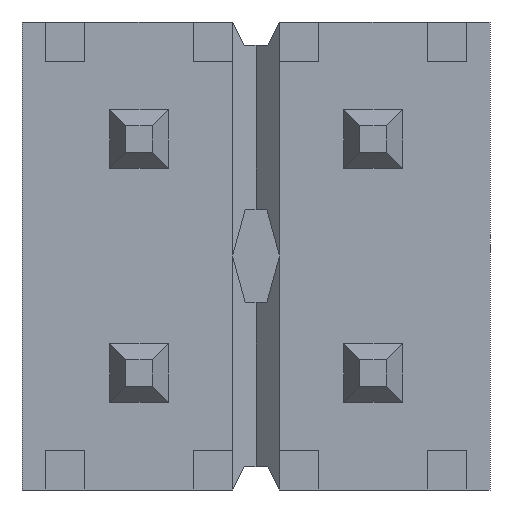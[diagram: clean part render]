
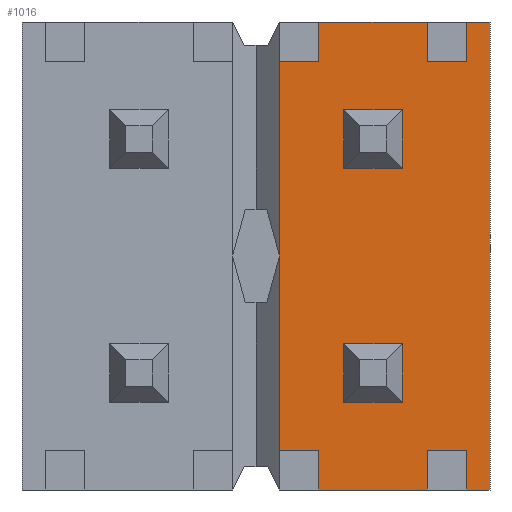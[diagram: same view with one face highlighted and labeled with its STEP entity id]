
A CAD part, front view. The second image highlights one B-rep face of the part: STEP entity #1016.
In plain terms, the highlighted planar face has unit normal (0, -1, 0).
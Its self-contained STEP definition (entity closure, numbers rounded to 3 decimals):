
#41=VERTEX_POINT('',#42);
#42=CARTESIAN_POINT('',(0.254,0.508,0.0));
#584=VERTEX_POINT('',#585);
#585=CARTESIAN_POINT('',(0.953,0.508,-1.588));
#591=EDGE_CURVE('',#584,#592,#594,.T.);
#592=VERTEX_POINT('',#593);
#593=CARTESIAN_POINT('',(1.588,0.508,-1.588));
#594=LINE('',#595,#596);
#595=CARTESIAN_POINT('',(1.588,0.508,-1.588));
#596=VECTOR('',#597,1.0);
#597=DIRECTION('',(1.0,0.0,0.0));
#622=EDGE_CURVE('',#592,#623,#625,.T.);
#623=VERTEX_POINT('',#624);
#624=CARTESIAN_POINT('',(1.588,0.508,-0.953));
#625=LINE('',#626,#627);
#626=CARTESIAN_POINT('',(1.588,0.508,-0.953));
#627=VECTOR('',#628,1.0);
#628=DIRECTION('',(0.0,0.0,1.0));
#653=EDGE_CURVE('',#623,#654,#656,.T.);
#654=VERTEX_POINT('',#655);
#655=CARTESIAN_POINT('',(0.953,0.508,-0.953));
#656=LINE('',#657,#658);
#657=CARTESIAN_POINT('',(0.953,0.508,-0.953));
#658=VECTOR('',#659,1.0);
#659=DIRECTION('',(-1.0,0.0,0.0));
#684=EDGE_CURVE('',#654,#584,#685,.T.);
#685=LINE('',#686,#687);
#686=CARTESIAN_POINT('',(0.953,0.508,-1.588));
#687=VECTOR('',#688,1.0);
#688=DIRECTION('',(0.0,0.0,-1.0));
#708=VERTEX_POINT('',#709);
#709=CARTESIAN_POINT('',(0.953,0.508,0.953));
#715=EDGE_CURVE('',#708,#716,#718,.T.);
#716=VERTEX_POINT('',#717);
#717=CARTESIAN_POINT('',(1.588,0.508,0.953));
#718=LINE('',#719,#720);
#719=CARTESIAN_POINT('',(1.588,0.508,0.953));
#720=VECTOR('',#721,1.0);
#721=DIRECTION('',(1.0,0.0,0.0));
#746=EDGE_CURVE('',#716,#747,#749,.T.);
#747=VERTEX_POINT('',#748);
#748=CARTESIAN_POINT('',(1.588,0.508,1.588));
#749=LINE('',#750,#751);
#750=CARTESIAN_POINT('',(1.588,0.508,1.588));
#751=VECTOR('',#752,1.0);
#752=DIRECTION('',(0.0,0.0,1.0));
#777=EDGE_CURVE('',#747,#778,#780,.T.);
#778=VERTEX_POINT('',#779);
#779=CARTESIAN_POINT('',(0.953,0.508,1.588));
#780=LINE('',#781,#782);
#781=CARTESIAN_POINT('',(0.953,0.508,1.588));
#782=VECTOR('',#783,1.0);
#783=DIRECTION('',(-1.0,0.0,0.0));
#808=EDGE_CURVE('',#778,#708,#809,.T.);
#809=LINE('',#810,#811);
#810=CARTESIAN_POINT('',(0.953,0.508,0.953));
#811=VECTOR('',#812,1.0);
#812=DIRECTION('',(0.0,0.0,-1.0));
#829=EDGE_CURVE('',#830,#832,#834,.F.);
#830=VERTEX_POINT('',#831);
#831=CARTESIAN_POINT('',(2.54,0.508,2.54));
#832=VERTEX_POINT('',#833);
#833=CARTESIAN_POINT('',(2.54,0.508,-2.54));
#834=LINE('',#835,#836);
#835=CARTESIAN_POINT('',(2.54,0.508,2.54));
#836=VECTOR('',#837,1.0);
#837=DIRECTION('',(0.0,0.0,1.0));
#1016=ADVANCED_FACE('',(#1017,#1144,#1150),#1156,.T.);
#1017=FACE_BOUND('',#1018,.T.);
#1018=EDGE_LOOP('',(#1019,#1020,#1028,#1036,#1044,#1052,#1060,#1068,#1076,#1082,#1090,#1098,#1106,#1114,#1122,#1130,#1138));
#1019=ORIENTED_EDGE('',*,*,#829,.F.);
#1020=ORIENTED_EDGE('',*,*,#1021,.T.);
#1021=EDGE_CURVE('',#830,#1022,#1024,.T.);
#1022=VERTEX_POINT('',#1023);
#1023=CARTESIAN_POINT('',(2.289,0.508,2.54));
#1024=LINE('',#1025,#1026);
#1025=CARTESIAN_POINT('',(-2.54,0.508,2.54));
#1026=VECTOR('',#1027,1.0);
#1027=DIRECTION('',(-1.0,0.0,0.0));
#1028=ORIENTED_EDGE('',*,*,#1029,.T.);
#1029=EDGE_CURVE('',#1022,#1030,#1032,.T.);
#1030=VERTEX_POINT('',#1031);
#1031=CARTESIAN_POINT('',(2.289,0.508,2.108));
#1032=LINE('',#1033,#1034);
#1033=CARTESIAN_POINT('',(2.289,0.508,5.08));
#1034=VECTOR('',#1035,1.0);
#1035=DIRECTION('',(0.0,0.0,-1.0));
#1036=ORIENTED_EDGE('',*,*,#1037,.T.);
#1037=EDGE_CURVE('',#1030,#1038,#1040,.T.);
#1038=VERTEX_POINT('',#1039);
#1039=CARTESIAN_POINT('',(1.857,0.508,2.108));
#1040=LINE('',#1041,#1042);
#1041=CARTESIAN_POINT('',(5.08,0.508,2.108));
#1042=VECTOR('',#1043,1.0);
#1043=DIRECTION('',(-1.0,0.0,0.0));
#1044=ORIENTED_EDGE('',*,*,#1045,.T.);
#1045=EDGE_CURVE('',#1038,#1046,#1048,.F.);
#1046=VERTEX_POINT('',#1047);
#1047=CARTESIAN_POINT('',(1.857,0.508,2.54));
#1048=LINE('',#1049,#1050);
#1049=CARTESIAN_POINT('',(1.857,0.508,5.08));
#1050=VECTOR('',#1051,1.0);
#1051=DIRECTION('',(0.0,0.0,-1.0));
#1052=ORIENTED_EDGE('',*,*,#1053,.T.);
#1053=EDGE_CURVE('',#1046,#1054,#1056,.T.);
#1054=VERTEX_POINT('',#1055);
#1055=CARTESIAN_POINT('',(0.683,0.508,2.54));
#1056=LINE('',#1057,#1058);
#1057=CARTESIAN_POINT('',(-2.54,0.508,2.54));
#1058=VECTOR('',#1059,1.0);
#1059=DIRECTION('',(-1.0,0.0,0.0));
#1060=ORIENTED_EDGE('',*,*,#1061,.T.);
#1061=EDGE_CURVE('',#1054,#1062,#1064,.T.);
#1062=VERTEX_POINT('',#1063);
#1063=CARTESIAN_POINT('',(0.683,0.508,2.108));
#1064=LINE('',#1065,#1066);
#1065=CARTESIAN_POINT('',(0.683,0.508,5.08));
#1066=VECTOR('',#1067,1.0);
#1067=DIRECTION('',(0.0,0.0,-1.0));
#1068=ORIENTED_EDGE('',*,*,#1069,.T.);
#1069=EDGE_CURVE('',#1062,#1070,#1072,.T.);
#1070=VERTEX_POINT('',#1071);
#1071=CARTESIAN_POINT('',(0.254,0.508,2.108));
#1072=LINE('',#1073,#1074);
#1073=CARTESIAN_POINT('',(5.08,0.508,2.108));
#1074=VECTOR('',#1075,1.0);
#1075=DIRECTION('',(-1.0,0.0,0.0));
#1076=ORIENTED_EDGE('',*,*,#1077,.T.);
#1077=EDGE_CURVE('',#1070,#41,#1078,.F.);
#1078=LINE('',#1079,#1080);
#1079=CARTESIAN_POINT('',(0.254,0.508,5.08));
#1080=VECTOR('',#1081,1.0);
#1081=DIRECTION('',(0.0,0.0,1.0));
#1082=ORIENTED_EDGE('',*,*,#1083,.T.);
#1083=EDGE_CURVE('',#41,#1084,#1086,.F.);
#1084=VERTEX_POINT('',#1085);
#1085=CARTESIAN_POINT('',(0.254,0.508,-2.108));
#1086=LINE('',#1087,#1088);
#1087=CARTESIAN_POINT('',(0.254,0.508,5.08));
#1088=VECTOR('',#1089,1.0);
#1089=DIRECTION('',(0.0,0.0,1.0));
#1090=ORIENTED_EDGE('',*,*,#1091,.T.);
#1091=EDGE_CURVE('',#1084,#1092,#1094,.F.);
#1092=VERTEX_POINT('',#1093);
#1093=CARTESIAN_POINT('',(0.683,0.508,-2.108));
#1094=LINE('',#1095,#1096);
#1095=CARTESIAN_POINT('',(5.08,0.508,-2.108));
#1096=VECTOR('',#1097,1.0);
#1097=DIRECTION('',(-1.0,0.0,0.0));
#1098=ORIENTED_EDGE('',*,*,#1099,.T.);
#1099=EDGE_CURVE('',#1092,#1100,#1102,.T.);
#1100=VERTEX_POINT('',#1101);
#1101=CARTESIAN_POINT('',(0.683,0.508,-2.54));
#1102=LINE('',#1103,#1104);
#1103=CARTESIAN_POINT('',(0.683,0.508,5.08));
#1104=VECTOR('',#1105,1.0);
#1105=DIRECTION('',(0.0,0.0,-1.0));
#1106=ORIENTED_EDGE('',*,*,#1107,.T.);
#1107=EDGE_CURVE('',#1100,#1108,#1110,.T.);
#1108=VERTEX_POINT('',#1109);
#1109=CARTESIAN_POINT('',(1.857,0.508,-2.54));
#1110=LINE('',#1111,#1112);
#1111=CARTESIAN_POINT('',(2.54,0.508,-2.54));
#1112=VECTOR('',#1113,1.0);
#1113=DIRECTION('',(1.0,0.0,0.0));
#1114=ORIENTED_EDGE('',*,*,#1115,.T.);
#1115=EDGE_CURVE('',#1108,#1116,#1118,.F.);
#1116=VERTEX_POINT('',#1117);
#1117=CARTESIAN_POINT('',(1.857,0.508,-2.108));
#1118=LINE('',#1119,#1120);
#1119=CARTESIAN_POINT('',(1.857,0.508,5.08));
#1120=VECTOR('',#1121,1.0);
#1121=DIRECTION('',(0.0,0.0,-1.0));
#1122=ORIENTED_EDGE('',*,*,#1123,.T.);
#1123=EDGE_CURVE('',#1116,#1124,#1126,.F.);
#1124=VERTEX_POINT('',#1125);
#1125=CARTESIAN_POINT('',(2.289,0.508,-2.108));
#1126=LINE('',#1127,#1128);
#1127=CARTESIAN_POINT('',(5.08,0.508,-2.108));
#1128=VECTOR('',#1129,1.0);
#1129=DIRECTION('',(-1.0,0.0,0.0));
#1130=ORIENTED_EDGE('',*,*,#1131,.T.);
#1131=EDGE_CURVE('',#1124,#1132,#1134,.T.);
#1132=VERTEX_POINT('',#1133);
#1133=CARTESIAN_POINT('',(2.289,0.508,-2.54));
#1134=LINE('',#1135,#1136);
#1135=CARTESIAN_POINT('',(2.289,0.508,5.08));
#1136=VECTOR('',#1137,1.0);
#1137=DIRECTION('',(0.0,0.0,-1.0));
#1138=ORIENTED_EDGE('',*,*,#1139,.T.);
#1139=EDGE_CURVE('',#1132,#832,#1140,.T.);
#1140=LINE('',#1141,#1142);
#1141=CARTESIAN_POINT('',(2.54,0.508,-2.54));
#1142=VECTOR('',#1143,1.0);
#1143=DIRECTION('',(1.0,0.0,0.0));
#1144=FACE_BOUND('',#1145,.T.);
#1145=EDGE_LOOP('',(#1146,#1147,#1148,#1149));
#1146=ORIENTED_EDGE('',*,*,#808,.F.);
#1147=ORIENTED_EDGE('',*,*,#777,.F.);
#1148=ORIENTED_EDGE('',*,*,#746,.F.);
#1149=ORIENTED_EDGE('',*,*,#715,.F.);
#1150=FACE_BOUND('',#1151,.T.);
#1151=EDGE_LOOP('',(#1152,#1153,#1154,#1155));
#1152=ORIENTED_EDGE('',*,*,#684,.F.);
#1153=ORIENTED_EDGE('',*,*,#653,.F.);
#1154=ORIENTED_EDGE('',*,*,#622,.F.);
#1155=ORIENTED_EDGE('',*,*,#591,.F.);
#1156=PLANE('',#1157);
#1157=AXIS2_PLACEMENT_3D('',#1158,#1159,#1160);
#1158=CARTESIAN_POINT('',(3.464,0.508,5.08));
#1159=DIRECTION('',(0.0,-1.0,0.0));
#1160=DIRECTION('',(0.0,0.0,-1.0));
